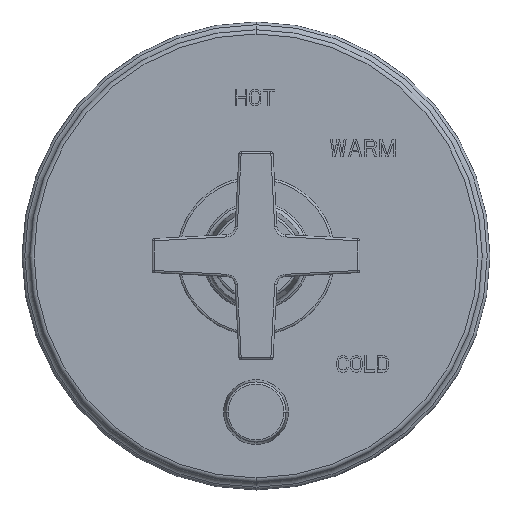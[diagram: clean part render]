
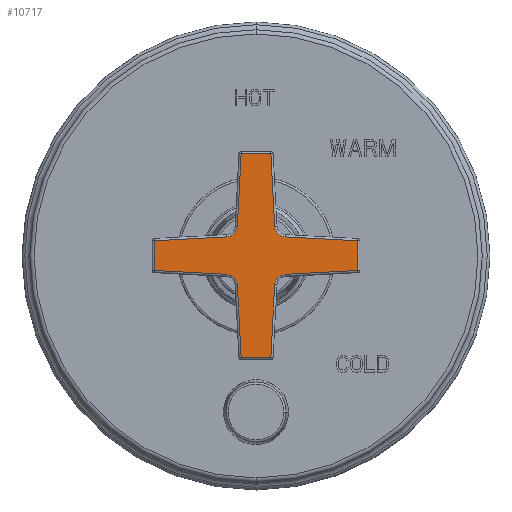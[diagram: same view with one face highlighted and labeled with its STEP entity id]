
A CAD part, top view. The second image highlights one B-rep face of the part: STEP entity #10717.
In plain terms, the highlighted planar face has unit normal (0, 0, 1).
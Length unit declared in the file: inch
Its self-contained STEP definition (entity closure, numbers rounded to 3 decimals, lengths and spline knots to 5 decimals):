
#3560=DIRECTION('',(0.,-1.,0.));
#3561=VECTOR('',#3560,0.41306);
#3562=CARTESIAN_POINT('',(-1.413,0.20653,3.183));
#3563=LINE('',#3562,#3561);
#3564=DIRECTION('',(-0.999,-0.052,0.));
#3565=VECTOR('',#3564,1.0084);
#3566=CARTESIAN_POINT('',(-0.40598,0.25931,3.183));
#3567=LINE('',#3566,#3565);
#3568=CARTESIAN_POINT('',(-0.41409,0.41409,3.183));
#3569=DIRECTION('',(0.,0.,-1.));
#3570=DIRECTION('',(0.999,-0.052,0.));
#3571=AXIS2_PLACEMENT_3D('',#3568,#3569,#3570);
#3573=DIRECTION('',(-0.052,-0.999,0.));
#3574=VECTOR('',#3573,1.0084);
#3575=CARTESIAN_POINT('',(-0.20653,1.413,3.183));
#3576=LINE('',#3575,#3574);
#3577=DIRECTION('',(-1.,0.,0.));
#3578=VECTOR('',#3577,0.41306);
#3579=CARTESIAN_POINT('',(0.20653,1.413,3.183));
#3580=LINE('',#3579,#3578);
#3581=DIRECTION('',(-0.052,0.999,0.));
#3582=VECTOR('',#3581,1.0084);
#3583=CARTESIAN_POINT('',(0.25931,0.40598,3.183));
#3584=LINE('',#3583,#3582);
#3585=CARTESIAN_POINT('',(0.41409,0.41409,3.183));
#3586=DIRECTION('',(0.,0.,-1.));
#3587=DIRECTION('',(-0.052,-0.999,0.));
#3588=AXIS2_PLACEMENT_3D('',#3585,#3586,#3587);
#3590=DIRECTION('',(-0.999,0.052,0.));
#3591=VECTOR('',#3590,1.0084);
#3592=CARTESIAN_POINT('',(1.413,0.20653,3.183));
#3593=LINE('',#3592,#3591);
#3594=DIRECTION('',(0.,1.,0.));
#3595=VECTOR('',#3594,0.41306);
#3596=CARTESIAN_POINT('',(1.413,-0.20653,3.183));
#3597=LINE('',#3596,#3595);
#3598=DIRECTION('',(0.999,0.052,0.));
#3599=VECTOR('',#3598,1.0084);
#3600=CARTESIAN_POINT('',(0.40598,-0.25931,3.183));
#3601=LINE('',#3600,#3599);
#3602=CARTESIAN_POINT('',(0.41409,-0.41409,3.183));
#3603=DIRECTION('',(0.,0.,-1.));
#3604=DIRECTION('',(-0.999,0.052,0.));
#3605=AXIS2_PLACEMENT_3D('',#3602,#3603,#3604);
#3607=DIRECTION('',(0.052,0.999,0.));
#3608=VECTOR('',#3607,1.0084);
#3609=CARTESIAN_POINT('',(0.20653,-1.413,3.183));
#3610=LINE('',#3609,#3608);
#3611=DIRECTION('',(1.,0.,0.));
#3612=VECTOR('',#3611,0.41306);
#3613=CARTESIAN_POINT('',(-0.20653,-1.413,3.183));
#3614=LINE('',#3613,#3612);
#3615=DIRECTION('',(0.052,-0.999,0.));
#3616=VECTOR('',#3615,1.0084);
#3617=CARTESIAN_POINT('',(-0.25931,-0.40598,3.183));
#3618=LINE('',#3617,#3616);
#3619=CARTESIAN_POINT('',(-0.41409,-0.41409,3.183));
#3620=DIRECTION('',(0.,0.,-1.));
#3621=DIRECTION('',(0.052,0.999,0.));
#3622=AXIS2_PLACEMENT_3D('',#3619,#3620,#3621);
#3624=DIRECTION('',(0.999,-0.052,0.));
#3625=VECTOR('',#3624,1.0084);
#3626=CARTESIAN_POINT('',(-1.413,-0.20653,3.183));
#3627=LINE('',#3626,#3625);
#5238=CARTESIAN_POINT('',(-1.413,0.20653,3.183));
#5239=CARTESIAN_POINT('',(-1.413,-0.20653,3.183));
#5240=VERTEX_POINT('',#5238);
#5241=VERTEX_POINT('',#5239);
#5246=CARTESIAN_POINT('',(-0.40598,-0.25931,3.183));
#5247=VERTEX_POINT('',#5246);
#5250=CARTESIAN_POINT('',(-0.25931,-0.40598,3.183));
#5251=VERTEX_POINT('',#5250);
#5254=CARTESIAN_POINT('',(-0.20653,-1.413,3.183));
#5255=VERTEX_POINT('',#5254);
#5260=CARTESIAN_POINT('',(0.20653,-1.413,3.183));
#5261=VERTEX_POINT('',#5260);
#5266=CARTESIAN_POINT('',(0.25931,-0.40598,3.183));
#5267=VERTEX_POINT('',#5266);
#5270=CARTESIAN_POINT('',(0.40598,-0.25931,3.183));
#5271=VERTEX_POINT('',#5270);
#5274=CARTESIAN_POINT('',(1.413,-0.20653,3.183));
#5275=VERTEX_POINT('',#5274);
#5280=CARTESIAN_POINT('',(1.413,0.20653,3.183));
#5281=VERTEX_POINT('',#5280);
#5286=CARTESIAN_POINT('',(0.40598,0.25931,3.183));
#5287=VERTEX_POINT('',#5286);
#5290=CARTESIAN_POINT('',(0.25931,0.40598,3.183));
#5291=VERTEX_POINT('',#5290);
#5294=CARTESIAN_POINT('',(0.20653,1.413,3.183));
#5295=VERTEX_POINT('',#5294);
#5300=CARTESIAN_POINT('',(-0.20653,1.413,3.183));
#5301=VERTEX_POINT('',#5300);
#5306=CARTESIAN_POINT('',(-0.25931,0.40598,3.183));
#5307=VERTEX_POINT('',#5306);
#5310=CARTESIAN_POINT('',(-0.40598,0.25931,3.183));
#5311=VERTEX_POINT('',#5310);
#10679=CARTESIAN_POINT('',(0.,0.,3.183));
#10680=DIRECTION('',(0.,0.,-1.));
#10681=DIRECTION('',(-1.,0.,0.));
#10682=AXIS2_PLACEMENT_3D('',#10679,#10680,#10681);
#10683=PLANE('',#10682);
#10685=ORIENTED_EDGE('',*,*,#10684,.F.);
#10686=ORIENTED_EDGE('',*,*,#10669,.F.);
#10688=ORIENTED_EDGE('',*,*,#10687,.F.);
#10690=ORIENTED_EDGE('',*,*,#10689,.F.);
#10692=ORIENTED_EDGE('',*,*,#10691,.F.);
#10694=ORIENTED_EDGE('',*,*,#10693,.F.);
#10696=ORIENTED_EDGE('',*,*,#10695,.F.);
#10698=ORIENTED_EDGE('',*,*,#10697,.F.);
#10700=ORIENTED_EDGE('',*,*,#10699,.F.);
#10702=ORIENTED_EDGE('',*,*,#10701,.F.);
#10704=ORIENTED_EDGE('',*,*,#10703,.F.);
#10706=ORIENTED_EDGE('',*,*,#10705,.F.);
#10708=ORIENTED_EDGE('',*,*,#10707,.F.);
#10710=ORIENTED_EDGE('',*,*,#10709,.F.);
#10712=ORIENTED_EDGE('',*,*,#10711,.F.);
#10714=ORIENTED_EDGE('',*,*,#10713,.F.);
#10715=EDGE_LOOP('',(#10685,#10686,#10688,#10690,#10692,#10694,#10696,#10698,
#10700,#10702,#10704,#10706,#10708,#10710,#10712,#10714));
#10716=FACE_OUTER_BOUND('',#10715,.F.);
#10717=ADVANCED_FACE('',(#10716),#10683,.F.);
#3572=CIRCLE('',#3571,0.155);
#3589=CIRCLE('',#3588,0.155);
#3606=CIRCLE('',#3605,0.155);
#3623=CIRCLE('',#3622,0.155);
#10669=EDGE_CURVE('',#5311,#5240,#3567,.T.);
#10684=EDGE_CURVE('',#5240,#5241,#3563,.T.);
#10687=EDGE_CURVE('',#5307,#5311,#3572,.T.);
#10689=EDGE_CURVE('',#5301,#5307,#3576,.T.);
#10691=EDGE_CURVE('',#5295,#5301,#3580,.T.);
#10693=EDGE_CURVE('',#5291,#5295,#3584,.T.);
#10695=EDGE_CURVE('',#5287,#5291,#3589,.T.);
#10697=EDGE_CURVE('',#5281,#5287,#3593,.T.);
#10699=EDGE_CURVE('',#5275,#5281,#3597,.T.);
#10701=EDGE_CURVE('',#5271,#5275,#3601,.T.);
#10703=EDGE_CURVE('',#5267,#5271,#3606,.T.);
#10705=EDGE_CURVE('',#5261,#5267,#3610,.T.);
#10707=EDGE_CURVE('',#5255,#5261,#3614,.T.);
#10709=EDGE_CURVE('',#5251,#5255,#3618,.T.);
#10711=EDGE_CURVE('',#5247,#5251,#3623,.T.);
#10713=EDGE_CURVE('',#5241,#5247,#3627,.T.);
